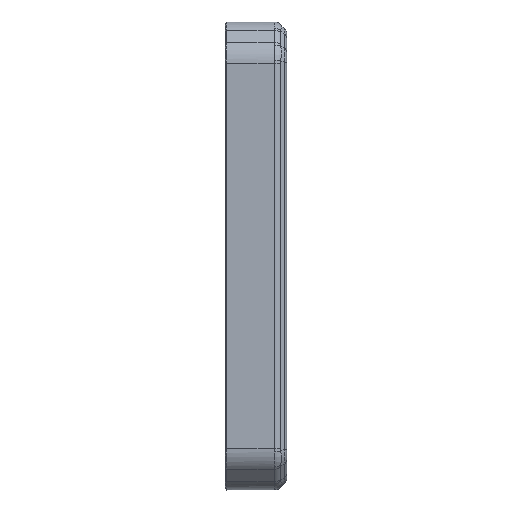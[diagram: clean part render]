
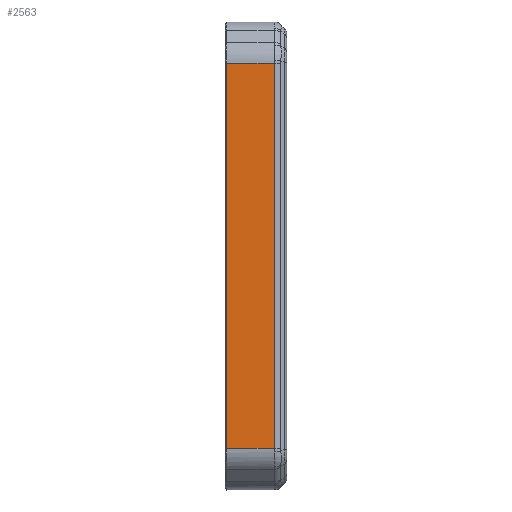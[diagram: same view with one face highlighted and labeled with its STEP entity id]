
A CAD part, top view. The second image highlights one B-rep face of the part: STEP entity #2563.
In plain terms, the highlighted planar face has unit normal (0, 0, 1).
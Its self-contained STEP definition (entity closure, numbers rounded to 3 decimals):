
#400=FACE_OUTER_BOUND('',#584,.T.);
#584=EDGE_LOOP('',(#2012,#2013,#2014,#2015));
#784=LINE('',#4185,#979);
#810=LINE('',#4260,#1005);
#811=LINE('',#4268,#1006);
#812=LINE('',#4269,#1007);
#979=VECTOR('',#3316,10.);
#1005=VECTOR('',#3400,10.);
#1006=VECTOR('',#3409,10.);
#1007=VECTOR('',#3410,10.);
#1197=VERTEX_POINT('',#4179);
#1198=VERTEX_POINT('',#4183);
#1218=VERTEX_POINT('',#4259);
#1221=VERTEX_POINT('',#4267);
#1461=EDGE_CURVE('',#1197,#1198,#784,.T.);
#1498=EDGE_CURVE('',#1198,#1218,#810,.T.);
#1502=EDGE_CURVE('',#1221,#1197,#811,.T.);
#1503=EDGE_CURVE('',#1218,#1221,#812,.T.);
#2012=ORIENTED_EDGE('',*,*,#1461,.F.);
#2013=ORIENTED_EDGE('',*,*,#1502,.F.);
#2014=ORIENTED_EDGE('',*,*,#1503,.F.);
#2015=ORIENTED_EDGE('',*,*,#1498,.F.);
#2467=PLANE('',#2818);
#2563=ADVANCED_FACE('',(#400),#2467,.T.);
#2818=AXIS2_PLACEMENT_3D('',#4266,#3407,#3408);
#3316=DIRECTION('',(0.,1.,0.));
#3400=DIRECTION('',(1.,0.,0.));
#3407=DIRECTION('center_axis',(0.,0.,
1.));
#3408=DIRECTION('ref_axis',(-1.,0.,0.));
#3409=DIRECTION('',(-1.,0.,0.));
#3410=DIRECTION('',(0.,-1.,0.));
#4179=CARTESIAN_POINT('',(165.01,-63.739,100.));
#4183=CARTESIAN_POINT('',(165.01,67.739,100.));
#4185=CARTESIAN_POINT('',(165.01,22.,100.));
#4259=CARTESIAN_POINT('',(181.368,67.739,100.));
#4260=CARTESIAN_POINT('',(170.61,67.739,100.));
#4266=CARTESIAN_POINT('Origin',(165.61,42.,100.));
#4267=CARTESIAN_POINT('',(181.368,-63.739,100.));
#4268=CARTESIAN_POINT('',(165.61,-63.739,100.));
#4269=CARTESIAN_POINT('',(181.368,32.,100.));
